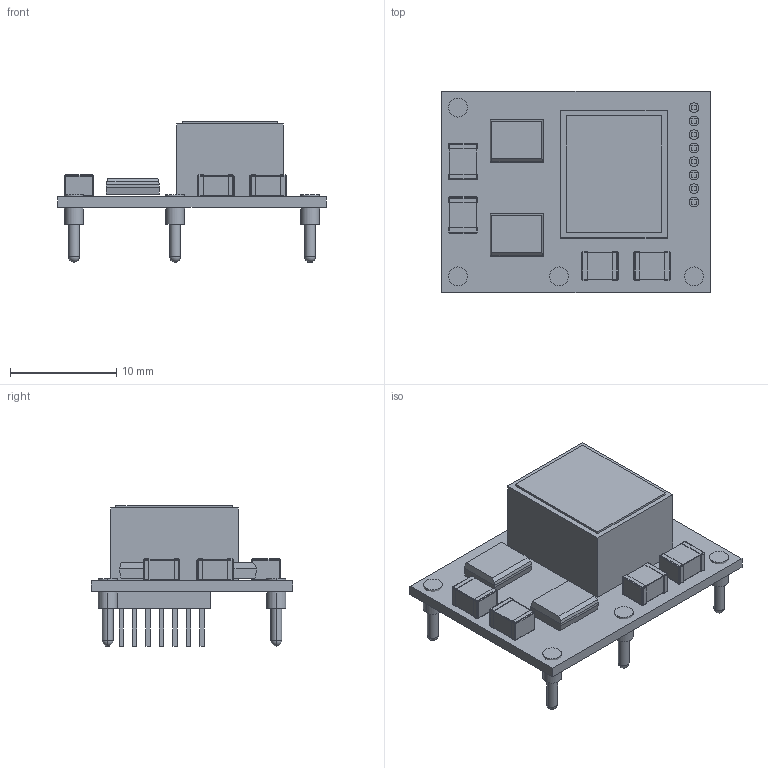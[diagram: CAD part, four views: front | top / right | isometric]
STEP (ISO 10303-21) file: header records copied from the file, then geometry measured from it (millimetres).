
FILE_DESCRIPTION((''),'2;1');
FILE_NAME('PTD08A020WAD.stp','2009-11-18T16:51:07',(''),(''),'Mechanical Desktop 2006','Mechanical Desktop 2006',', , ');
FILE_SCHEMA(('AUTOMOTIVE_DESIGN { 1 2 10303 214 0 1 1 1 }'));
Length unit declared in the file: millimetre
Products named in the file (1): Product
Bounding box: 25.27 x 18.92 x 13.2 mm (x, y, z)
Volume: 1522.3 mm3; surface area: 2466.8 mm2
Topology: 42 solids, 42 shells, 430 faces, 970 edges, 584 vertices
Faces by surface type: plane 198, cylinder 192, sphere 40
Entity records: 11674 total; most frequent: DIRECTION 2176, CARTESIAN_POINT 1937, ORIENTED_EDGE 1852, EDGE_CURVE 926, AXIS2_PLACEMENT_3D 819, VERTEX_POINT 580, VECTOR 538, LINE 538
